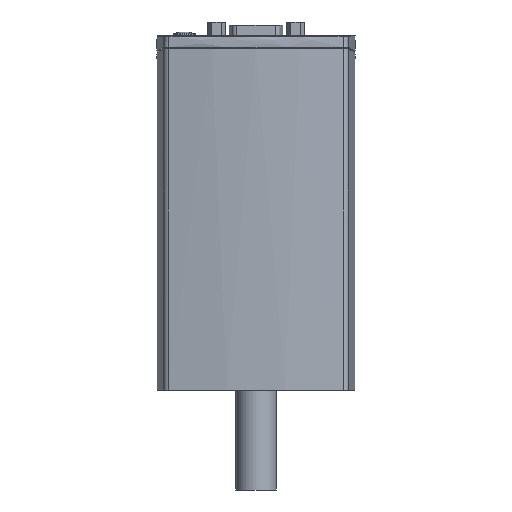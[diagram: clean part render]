
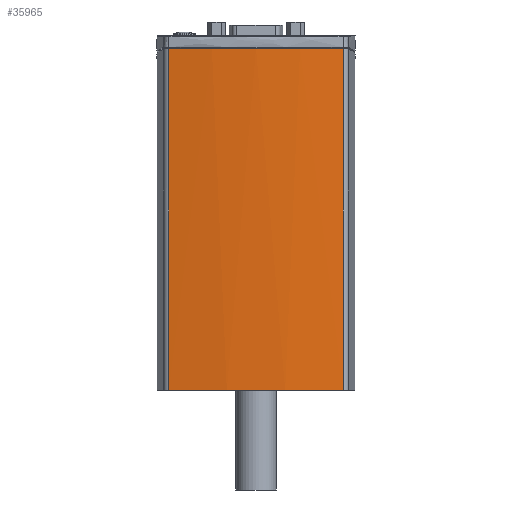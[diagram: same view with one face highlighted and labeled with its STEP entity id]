
A CAD part, left-side view. The second image highlights one B-rep face of the part: STEP entity #35965.
In plain terms, the highlighted cylindrical face has radius 170 mm (diameter 340 mm), a partial arc.
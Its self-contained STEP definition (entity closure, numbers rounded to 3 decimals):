
#1014=B_SPLINE_CURVE_WITH_KNOTS('',3,(#77544,#77545,#77546,#77547,#77548,
#77549),.UNSPECIFIED.,.F.,.F.,(4,2,4),(3.561,5.341,
6.145),.UNSPECIFIED.);
#1015=B_SPLINE_CURVE_WITH_KNOTS('',3,(#77551,#77552,#77553,#77554,#77555,
#77556),.UNSPECIFIED.,.F.,.F.,(4,2,4),(0.977,1.78,
3.561),.UNSPECIFIED.);
#4268=FACE_OUTER_BOUND('',#6325,.T.);
#6325=EDGE_LOOP('',(#31080,#31081,#31082,#31083,#31084));
#9002=LINE('',#77958,#11700);
#9007=LINE('',#77971,#11705);
#11700=VECTOR('',#48155,10.);
#11705=VECTOR('',#48176,10.);
#13221=CIRCLE('',#39096,170.);
#16300=VERTEX_POINT('',#77461);
#16301=VERTEX_POINT('',#77462);
#16322=VERTEX_POINT('',#77542);
#16323=VERTEX_POINT('',#77543);
#16324=VERTEX_POINT('',#77550);
#21163=EDGE_CURVE('',#16300,#16301,#13221,.T.);
#21202=EDGE_CURVE('',#16322,#16323,#1014,.T.);
#21203=EDGE_CURVE('',#16324,#16322,#1015,.T.);
#21304=EDGE_CURVE('',#16300,#16324,#9002,.T.);
#21309=EDGE_CURVE('',#16301,#16323,#9007,.T.);
#31080=ORIENTED_EDGE('',*,*,#21202,.T.);
#31081=ORIENTED_EDGE('',*,*,#21309,.F.);
#31082=ORIENTED_EDGE('',*,*,#21163,.F.);
#31083=ORIENTED_EDGE('',*,*,#21304,.T.);
#31084=ORIENTED_EDGE('',*,*,#21203,.T.);
#32219=CYLINDRICAL_SURFACE('',#39215,170.);
#35965=ADVANCED_FACE('',(#4268),#32219,.T.);
#39096=AXIS2_PLACEMENT_3D('',#77463,#47868,#47869);
#39215=AXIS2_PLACEMENT_3D('',#77972,#48177,#48178);
#47868=DIRECTION('center_axis',(0.,0.,
-1.));
#47869=DIRECTION('ref_axis',(1.,0.,0.));
#48155=DIRECTION('',(0.,0.,1.));
#48176=DIRECTION('',(0.,0.,1.));
#48177=DIRECTION('center_axis',(0.,0.,
1.));
#48178=DIRECTION('ref_axis',(-1.,0.,0.));
#77461=CARTESIAN_POINT('',(-29.245,-27.596,9.));
#77462=CARTESIAN_POINT('',(-29.245,27.596,9.));
#77463=CARTESIAN_POINT('Origin',(138.5,0.,
9.));
#77542=CARTESIAN_POINT('',(-31.5,0.,117.2));
#77543=CARTESIAN_POINT('',(-29.245,27.596,117.186));
#77544=CARTESIAN_POINT('Ctrl Pts',(-31.5,0.,
117.2));
#77545=CARTESIAN_POINT('Ctrl Pts',(-31.5,5.934,117.2));
#77546=CARTESIAN_POINT('Ctrl Pts',(-31.169,12.447,117.201));
#77547=CARTESIAN_POINT('Ctrl Pts',(-30.117,21.836,117.195));
#77548=CARTESIAN_POINT('Ctrl Pts',(-29.714,24.748,117.192));
#77549=CARTESIAN_POINT('Ctrl Pts',(-29.245,27.596,117.186));
#77550=CARTESIAN_POINT('',(-29.245,-27.596,117.186));
#77551=CARTESIAN_POINT('Ctrl Pts',(-29.245,-27.596,117.186));
#77552=CARTESIAN_POINT('Ctrl Pts',(-29.714,-24.748,117.192));
#77553=CARTESIAN_POINT('Ctrl Pts',(-30.117,-21.836,
117.195));
#77554=CARTESIAN_POINT('Ctrl Pts',(-31.169,-12.447,
117.201));
#77555=CARTESIAN_POINT('Ctrl Pts',(-31.5,-5.934,
117.2));
#77556=CARTESIAN_POINT('Ctrl Pts',(-31.5,0.,
117.2));
#77958=CARTESIAN_POINT('',(-29.245,-27.596,9.));
#77971=CARTESIAN_POINT('',(-29.245,27.596,9.));
#77972=CARTESIAN_POINT('Origin',(138.5,0.,
9.));
